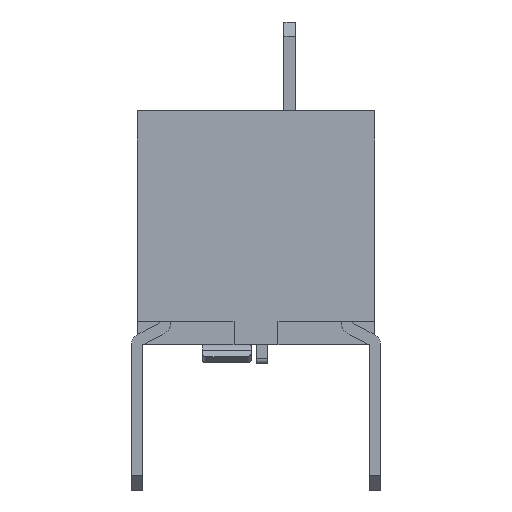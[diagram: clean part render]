
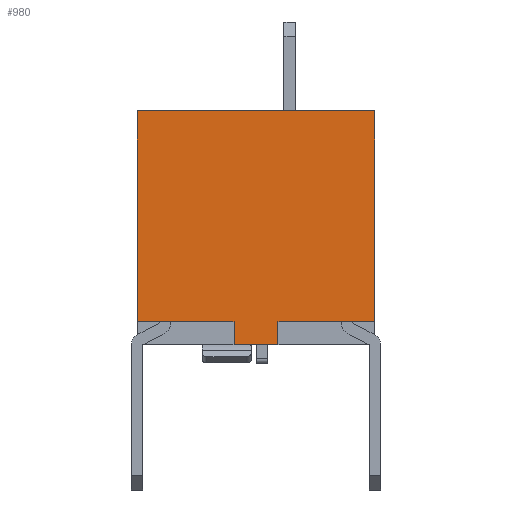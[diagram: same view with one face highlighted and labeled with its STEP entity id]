
A CAD part, left-side view. The second image highlights one B-rep face of the part: STEP entity #980.
In plain terms, the highlighted planar face has unit normal (-1, 0, 0).
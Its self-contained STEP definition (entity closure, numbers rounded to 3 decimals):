
#980 = ADVANCED_FACE( '', ( #2360 ), #2361, .F. );
#2360 = FACE_OUTER_BOUND( '', #4176, .T. );
#2361 = PLANE( '', #4177 );
#4176 = EDGE_LOOP( '', ( #7107, #7108, #7109, #7110, #7111, #7112, #7113, #7114 ) );
#4177 = AXIS2_PLACEMENT_3D( '', #7115, #7116, #7117 );
#7107 = ORIENTED_EDGE( '', *, *, #11595, .F. );
#7108 = ORIENTED_EDGE( '', *, *, #11596, .T. );
#7109 = ORIENTED_EDGE( '', *, *, #11597, .T. );
#7110 = ORIENTED_EDGE( '', *, *, #11598, .F. );
#7111 = ORIENTED_EDGE( '', *, *, #11599, .F. );
#7112 = ORIENTED_EDGE( '', *, *, #11600, .F. );
#7113 = ORIENTED_EDGE( '', *, *, #11601, .T. );
#7114 = ORIENTED_EDGE( '', *, *, #11602, .T. );
#7115 = CARTESIAN_POINT( '', ( -21.89, 0., 0. ) );
#7116 = DIRECTION( '', ( 1., 0., 0. ) );
#7117 = DIRECTION( '', ( 0., 0., -1. ) );
#11595 = EDGE_CURVE( '', #14274, #14275, #14276, .T. );
#11596 = EDGE_CURVE( '', #14274, #14277, #14278, .T. );
#11597 = EDGE_CURVE( '', #14277, #14279, #14280, .T. );
#11598 = EDGE_CURVE( '', #14281, #14279, #14282, .T. );
#11599 = EDGE_CURVE( '', #14283, #14281, #14284, .T. );
#11600 = EDGE_CURVE( '', #14285, #14283, #14286, .T. );
#11601 = EDGE_CURVE( '', #14285, #14287, #14288, .T. );
#11602 = EDGE_CURVE( '', #14287, #14275, #14289, .T. );
#14274 = VERTEX_POINT( '', #18026 );
#14275 = VERTEX_POINT( '', #18027 );
#14276 = LINE( '', #18028, #18029 );
#14277 = VERTEX_POINT( '', #18030 );
#14278 = LINE( '', #18031, #18032 );
#14279 = VERTEX_POINT( '', #18033 );
#14280 = LINE( '', #18034, #18035 );
#14281 = VERTEX_POINT( '', #18036 );
#14282 = LINE( '', #18037, #18038 );
#14283 = VERTEX_POINT( '', #18039 );
#14284 = LINE( '', #18040, #18041 );
#14285 = VERTEX_POINT( '', #18042 );
#14286 = LINE( '', #18043, #18044 );
#14287 = VERTEX_POINT( '', #18045 );
#14288 = LINE( '', #18046, #18047 );
#14289 = LINE( '', #18048, #18049 );
#18026 = CARTESIAN_POINT( '', ( -21.89, -0.47, -2.5 ) );
#18027 = CARTESIAN_POINT( '', ( -21.89, 0.47, -2.5 ) );
#18028 = CARTESIAN_POINT( '', ( -21.89, -2.54, -2.5 ) );
#18029 = VECTOR( '', #21007, 1000. );
#18030 = CARTESIAN_POINT( '', ( -21.89, -0.47, -2. ) );
#18031 = CARTESIAN_POINT( '', ( -21.89, -0.47, 0. ) );
#18032 = VECTOR( '', #21008, 1000. );
#18033 = CARTESIAN_POINT( '', ( -21.89, -2.54, -2. ) );
#18034 = CARTESIAN_POINT( '', ( -21.89, 0., -2. ) );
#18035 = VECTOR( '', #21009, 1000. );
#18036 = CARTESIAN_POINT( '', ( -21.89, -2.54, 2.5 ) );
#18037 = CARTESIAN_POINT( '', ( -21.89, -2.54, 2.5 ) );
#18038 = VECTOR( '', #21010, 1000. );
#18039 = CARTESIAN_POINT( '', ( -21.89, 2.54, 2.5 ) );
#18040 = CARTESIAN_POINT( '', ( -21.89, 2.54, 2.5 ) );
#18041 = VECTOR( '', #21011, 1000. );
#18042 = CARTESIAN_POINT( '', ( -21.89, 2.54, -2. ) );
#18043 = CARTESIAN_POINT( '', ( -21.89, 2.54, -2.5 ) );
#18044 = VECTOR( '', #21012, 1000. );
#18045 = CARTESIAN_POINT( '', ( -21.89, 0.47, -2. ) );
#18046 = CARTESIAN_POINT( '', ( -21.89, 0., -2. ) );
#18047 = VECTOR( '', #21013, 1000. );
#18048 = CARTESIAN_POINT( '', ( -21.89, 0.47, 0. ) );
#18049 = VECTOR( '', #21014, 1000. );
#21007 = DIRECTION( '', ( 0., 1., 0. ) );
#21008 = DIRECTION( '', ( 0., 0., 1. ) );
#21009 = DIRECTION( '', ( 0., -1., 0. ) );
#21010 = DIRECTION( '', ( 0., 0., -1. ) );
#21011 = DIRECTION( '', ( 0., -1., 0. ) );
#21012 = DIRECTION( '', ( 0., 0., 1. ) );
#21013 = DIRECTION( '', ( 0., -1., 0. ) );
#21014 = DIRECTION( '', ( 0., 0., -1. ) );
